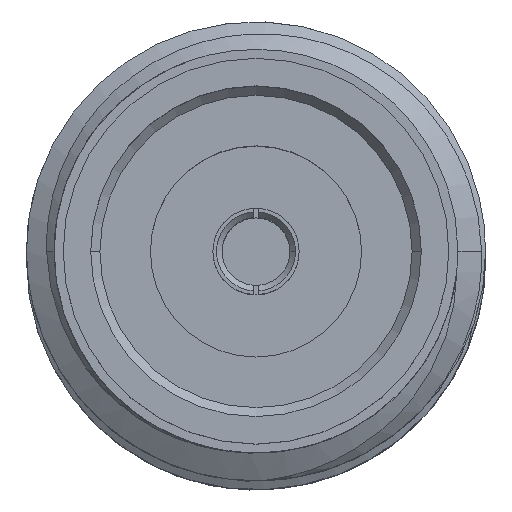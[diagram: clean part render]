
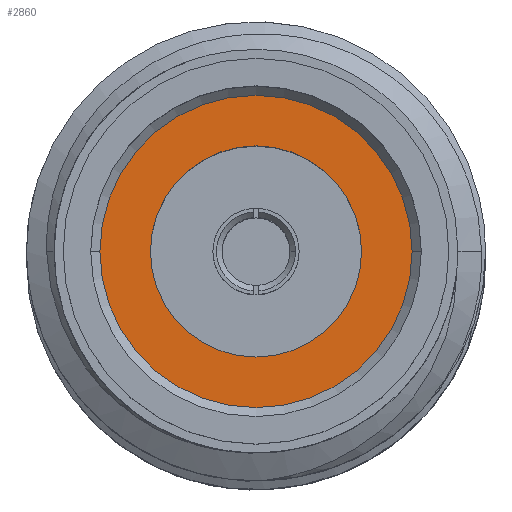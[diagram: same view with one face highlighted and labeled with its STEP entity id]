
A CAD part, top view. The second image highlights one B-rep face of the part: STEP entity #2860.
In plain terms, the highlighted face is planar.
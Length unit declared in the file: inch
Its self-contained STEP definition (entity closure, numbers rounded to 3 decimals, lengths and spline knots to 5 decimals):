
#132 = DIRECTION ( 'NONE',  ( -1., 0., 0. ) ) ;
#204 = DIRECTION ( 'NONE',  ( -1., 0., 0. ) ) ;
#235 = DIRECTION ( 'NONE',  ( -1., 0., 0. ) ) ;
#255 = AXIS2_PLACEMENT_3D ( 'NONE', #768, #132, #3585 ) ;
#434 = CARTESIAN_POINT ( 'NONE',  ( 0.076, 0., 0.05748 ) ) ;
#471 = AXIS2_PLACEMENT_3D ( 'NONE', #3977, #1250, #4487 ) ;
#487 = EDGE_LOOP ( 'NONE', ( #2807, #3675 ) ) ;
#532 = DIRECTION ( 'NONE',  ( 0., 0., 1. ) ) ;
#559 = FACE_OUTER_BOUND ( 'NONE', #487, .T. ) ;
#592 = DIRECTION ( 'NONE',  ( -1., 0., 0. ) ) ;
#768 = CARTESIAN_POINT ( 'NONE',  ( 0.076, 0., 0. ) ) ;
#1136 = CIRCLE ( 'NONE', #255, 0.05748 ) ;
#1170 = EDGE_CURVE ( 'NONE', #3363, #2984, #1989, .T. ) ;
#1250 = DIRECTION ( 'NONE',  ( -1., 0., 0. ) ) ;
#1475 = CARTESIAN_POINT ( 'NONE',  ( 0.076, 0., 0. ) ) ;
#1512 = CIRCLE ( 'NONE', #1662, 0.085 ) ;
#1526 = CARTESIAN_POINT ( 'NONE',  ( 0.076, 0., 0.085 ) ) ;
#1662 = AXIS2_PLACEMENT_3D ( 'NONE', #4072, #204, #532 ) ;
#1870 = CIRCLE ( 'NONE', #471, 0.05748 ) ;
#1965 = DIRECTION ( 'NONE',  ( 0., 0., 1. ) ) ;
#1987 = PLANE ( 'NONE',  #2089 ) ;
#1989 = CIRCLE ( 'NONE', #3104, 0.085 ) ;
#2089 = AXIS2_PLACEMENT_3D ( 'NONE', #4006, #235, #1965 ) ;
#2117 = CARTESIAN_POINT ( 'NONE',  ( 0.076, 0., -0.085 ) ) ;
#2392 = DIRECTION ( 'NONE',  ( 0., 0., 1. ) ) ;
#2453 = CARTESIAN_POINT ( 'NONE',  ( 0.076, 0., -0.05748 ) ) ;
#2807 = ORIENTED_EDGE ( 'NONE', *, *, #3312, .T. ) ;
#2851 = ORIENTED_EDGE ( 'NONE', *, *, #3122, .F. ) ;
#2860 = ADVANCED_FACE ( 'NONE', ( #3725, #559 ), #1987, .T. ) ;
#2984 = VERTEX_POINT ( 'NONE', #1526 ) ;
#3104 = AXIS2_PLACEMENT_3D ( 'NONE', #1475, #592, #2392 ) ;
#3122 = EDGE_CURVE ( 'NONE', #3560, #3980, #1136, .T. ) ;
#3148 = EDGE_CURVE ( 'NONE', #3980, #3560, #1870, .T. ) ;
#3312 = EDGE_CURVE ( 'NONE', #2984, #3363, #1512, .T. ) ;
#3363 = VERTEX_POINT ( 'NONE', #2117 ) ;
#3431 = ORIENTED_EDGE ( 'NONE', *, *, #3148, .F. ) ;
#3560 = VERTEX_POINT ( 'NONE', #434 ) ;
#3585 = DIRECTION ( 'NONE',  ( 0., 0., 1. ) ) ;
#3675 = ORIENTED_EDGE ( 'NONE', *, *, #1170, .T. ) ;
#3725 = FACE_BOUND ( 'NONE', #4381, .T. ) ;
#3977 = CARTESIAN_POINT ( 'NONE',  ( 0.076, 0., 0. ) ) ;
#3980 = VERTEX_POINT ( 'NONE', #2453 ) ;
#4006 = CARTESIAN_POINT ( 'NONE',  ( 0.076, 0., 0. ) ) ;
#4072 = CARTESIAN_POINT ( 'NONE',  ( 0.076, 0., 0. ) ) ;
#4381 = EDGE_LOOP ( 'NONE', ( #2851, #3431 ) ) ;
#4487 = DIRECTION ( 'NONE',  ( 0., 0., 1. ) ) ;
